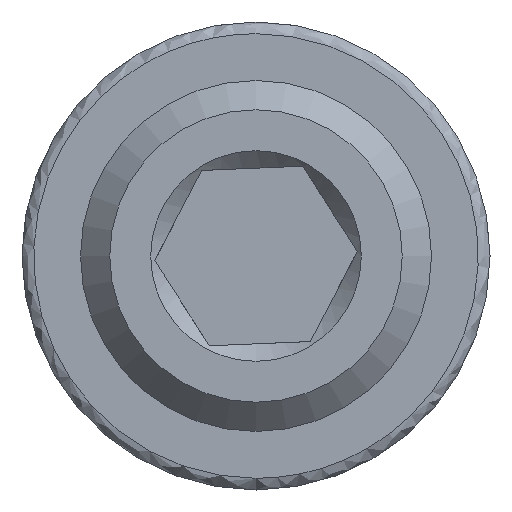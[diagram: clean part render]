
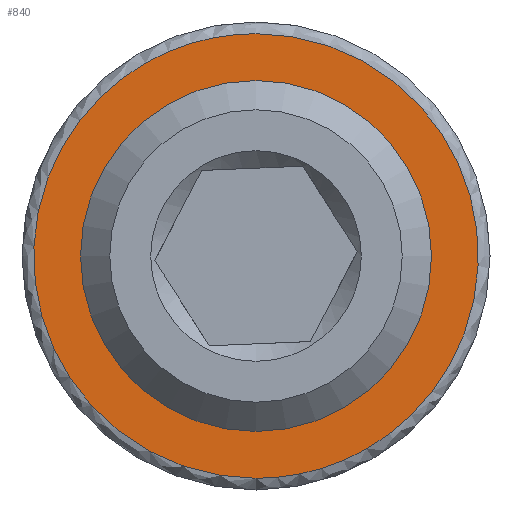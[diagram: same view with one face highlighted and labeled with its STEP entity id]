
A CAD part, front view. The second image highlights one B-rep face of the part: STEP entity #840.
In plain terms, the highlighted planar face has unit normal (0, -1, 0).
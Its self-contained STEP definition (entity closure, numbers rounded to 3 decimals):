
#39 = CARTESIAN_POINT ( 'NONE',  ( -74.552, -102.998, -1.9 ) ) ;
#47 = CARTESIAN_POINT ( 'NONE',  ( -74.552, -102.998, -1.5 ) ) ;
#64 = FACE_BOUND ( 'NONE', #830, .T. ) ;
#71 = CARTESIAN_POINT ( 'NONE',  ( -74.552, -102.998, 0. ) ) ;
#85 = DIRECTION ( 'NONE',  ( 0., 0., -1. ) ) ;
#109 = AXIS2_PLACEMENT_3D ( 'NONE', #71, #558, #572 ) ;
#116 = ORIENTED_EDGE ( 'NONE', *, *, #1003, .F. ) ;
#129 = VERTEX_POINT ( 'NONE', #47 ) ;
#153 = PLANE ( 'NONE',  #109 ) ;
#222 = CARTESIAN_POINT ( 'NONE',  ( -78.352, -102.998, 1.9 ) ) ;
#258 = CARTESIAN_POINT ( 'NONE',  ( -70.752, -102.998, 1.9 ) ) ;
#263 = EDGE_CURVE ( 'NONE', #129, #129, #1033, .T. ) ;
#313 = CARTESIAN_POINT ( 'NONE',  ( -74.552, -102.998, 0. ) ) ;
#357 = VERTEX_POINT ( 'NONE', #964 ) ;
#373 = CARTESIAN_POINT ( 'NONE',  ( -70.752, -102.998, -1.9 ) ) ;
#404 = DIRECTION ( 'NONE',  ( 0., -1., 0. ) ) ;
#492 = VERTEX_POINT ( 'NONE', #962 ) ;
#548 = CARTESIAN_POINT ( 'NONE',  ( -74.552, -102.998, 1.9 ) ) ;
#558 = DIRECTION ( 'NONE',  ( 0., 1., 0. ) ) ;
#561 = CARTESIAN_POINT ( 'NONE',  ( -74.552, -102.998, -1.9 ) ) ;
#572 = DIRECTION ( 'NONE',  ( 0., 0., 1. ) ) ;
#634 = AXIS2_PLACEMENT_3D ( 'NONE', #313, #404, #85 ) ;
#717 = CARTESIAN_POINT ( 'NONE',  ( -78.352, -102.998, -1.9 ) ) ;
#735 = EDGE_CURVE ( 'NONE', #492, #357, #798, .T. ) ;
#792 = EDGE_LOOP ( 'NONE', ( #995, #116 ) ) ;
#798 =( BOUNDED_CURVE ( )  B_SPLINE_CURVE ( 3, ( #860, #258, #373, #39 ),
 .UNSPECIFIED., .F., .F. ) 
 B_SPLINE_CURVE_WITH_KNOTS ( ( 4, 4 ),
 ( 0., 1. ),
 .UNSPECIFIED. ) 
 CURVE ( )  GEOMETRIC_REPRESENTATION_ITEM ( )  RATIONAL_B_SPLINE_CURVE ( ( 1., 0.333, 0.333, 1. ) ) 
 REPRESENTATION_ITEM ( '' )  );
#830 = EDGE_LOOP ( 'NONE', ( #859 ) ) ;
#834 =( BOUNDED_CURVE ( )  B_SPLINE_CURVE ( 3, ( #561, #717, #222, #548 ),
 .UNSPECIFIED., .F., .F. ) 
 B_SPLINE_CURVE_WITH_KNOTS ( ( 4, 4 ),
 ( 0., 1. ),
 .UNSPECIFIED. ) 
 CURVE ( )  GEOMETRIC_REPRESENTATION_ITEM ( )  RATIONAL_B_SPLINE_CURVE ( ( 1., 0.333, 0.333, 1. ) ) 
 REPRESENTATION_ITEM ( '' )  );
#840 = ADVANCED_FACE ( 'NONE', ( #875, #64 ), #153, .F. ) ;
#859 = ORIENTED_EDGE ( 'NONE', *, *, #263, .F. ) ;
#860 = CARTESIAN_POINT ( 'NONE',  ( -74.552, -102.998, 1.9 ) ) ;
#875 = FACE_OUTER_BOUND ( 'NONE', #792, .T. ) ;
#962 = CARTESIAN_POINT ( 'NONE',  ( -74.552, -102.998, 1.9 ) ) ;
#964 = CARTESIAN_POINT ( 'NONE',  ( -74.552, -102.998, -1.9 ) ) ;
#995 = ORIENTED_EDGE ( 'NONE', *, *, #735, .F. ) ;
#1003 = EDGE_CURVE ( 'NONE', #357, #492, #834, .T. ) ;
#1033 = CIRCLE ( 'NONE', #634, 1.5 ) ;
